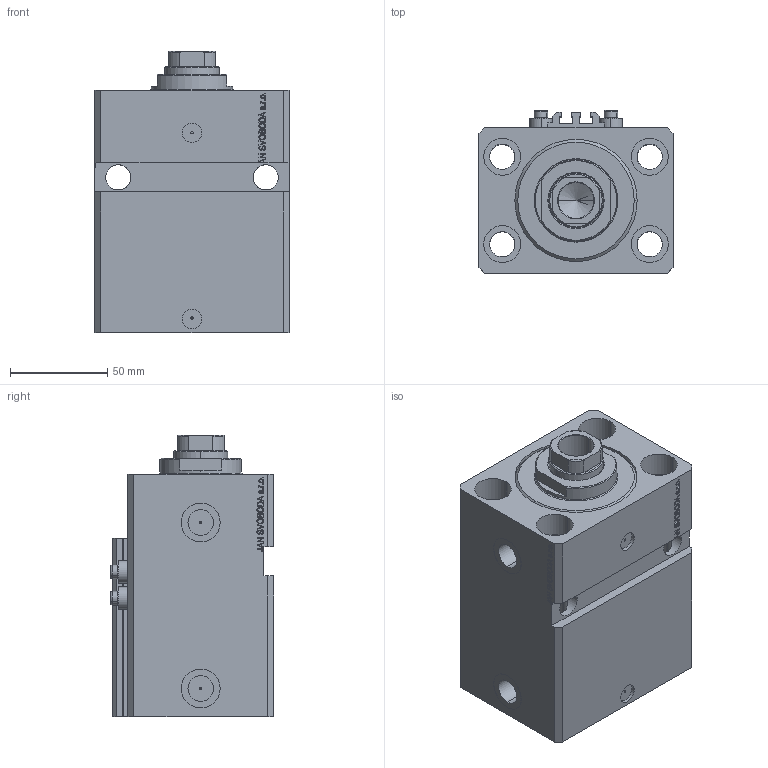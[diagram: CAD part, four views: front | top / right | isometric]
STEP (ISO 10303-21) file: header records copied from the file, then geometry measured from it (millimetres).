
FILE_DESCRIPTION (( 'STEP AP203' ), '1' );
FILE_NAME ('1735.STEP', '2022-04-09T16:36:53', ( '' ), ( '' ), 'SwSTEP 2.0', 'SolidWorks 2019', '' );
FILE_SCHEMA (( 'CONFIG_CONTROL_DESIGN' ));
Length unit declared in the file: millimetre
Products named in the file (5): V250CE_VC_E 4c7d12e9fcba4c7bf699f8b76c9a7f0c; ALLEN BOLT V250CE 4c7d12e9fcba4c7bf699f8b76c9a7f0c; V250CE_E_Body 4c7d12e9fcba4c7bf699f8b76c9a7f0c; V250CE_C_VCP 4c7d12e9fcba4c7bf699f8b76c9a7f0c; 1735
Assembly tree (7 placements, depth 2):
  1735
    V250CE_E_Body 4c7d12e9fcba4c7bf699f8b76c9a7f0c
    ALLEN BOLT V250CE 4c7d12e9fcba4c7bf699f8b76c9a7f0c  x4
    V250CE_C_VCP 4c7d12e9fcba4c7bf699f8b76c9a7f0c
    V250CE_VC_E 4c7d12e9fcba4c7bf699f8b76c9a7f0c
Bounding box: 100 x 84 x 144.9 mm (x, y, z)
Volume: 782817.9 mm3; surface area: 149098.9 mm2
Topology: 8 solids, 8 shells, 1088 faces, 2732 edges, 1775 vertices
Faces by surface type: plane 535, bspline 357, cylinder 126, cone 56, torus 14
Entity records: 47660 total; most frequent: CARTESIAN_POINT 24913, ORIENTED_EDGE 5154, DIRECTION 3375, EDGE_CURVE 2577, VERTEX_POINT 1691, VECTOR 1589, LINE 1589, EDGE_LOOP 1146
